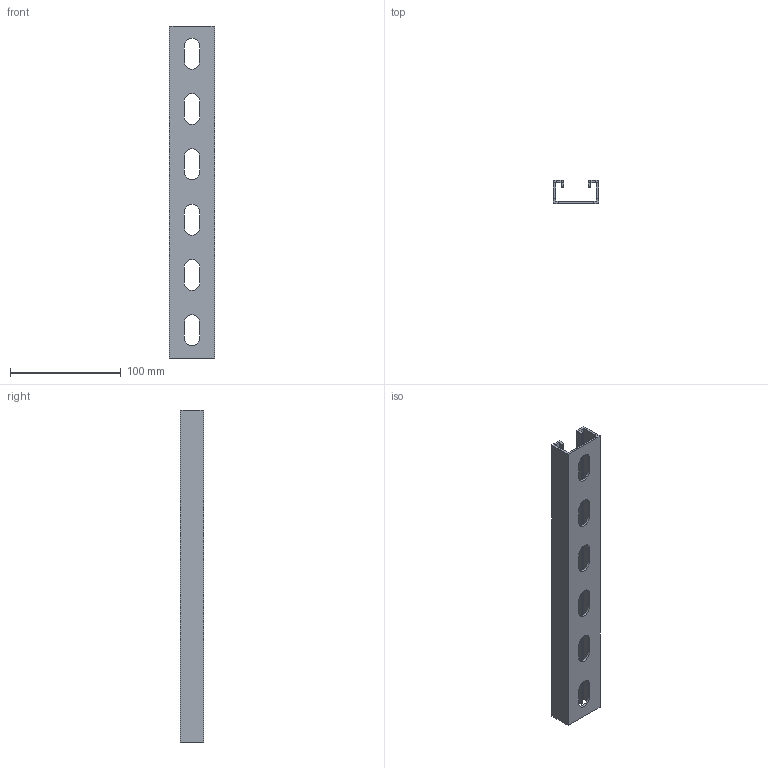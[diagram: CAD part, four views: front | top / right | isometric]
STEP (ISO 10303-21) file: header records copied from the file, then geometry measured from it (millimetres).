
FILE_DESCRIPTION (( 'STEP AP214' ), '1' );
FILE_NAME ('1122951.stp', '2024-09-09T10:51:24', ( '' ), ( '' ), 'SwSTEP 2.0', 'SolidWorks 2022', '' );
FILE_SCHEMA (( 'AUTOMOTIVE_DESIGN' ));
Length unit declared in the file: millimetre
Products named in the file (1): 1122951
Bounding box: 41 x 21 x 300 mm (x, y, z)
Volume: 56998.9 mm3; surface area: 59472.2 mm2
Topology: 1 solids, 1 shells, 74 faces, 216 edges, 144 vertices
Faces by surface type: plane 60, cylinder 14
Entity records: 2486 total; most frequent: CARTESIAN_POINT 435, ORIENTED_EDGE 432, DIRECTION 394, EDGE_CURVE 216, VECTOR 188, LINE 188, VERTEX_POINT 144, AXIS2_PLACEMENT_3D 103
